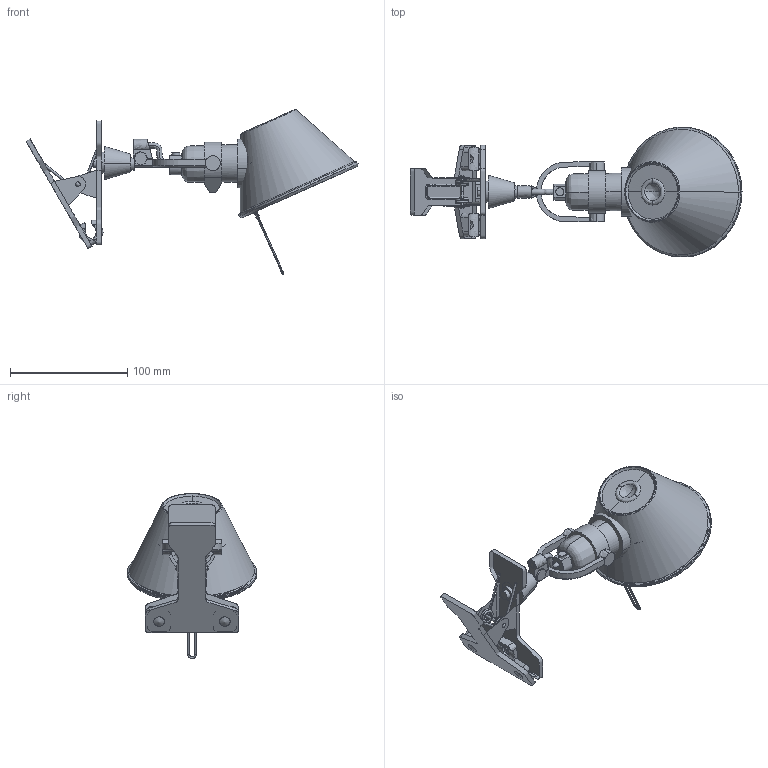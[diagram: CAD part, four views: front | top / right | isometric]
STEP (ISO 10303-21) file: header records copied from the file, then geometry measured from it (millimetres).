
FILE_DESCRIPTION(/* description */ (''),/* implementation_level */ '2;1');
FILE_NAME(/* name */ 'Tolomeo_Micro_Pinza_Led_3D rid',/* time_stamp */ '2011-12-19T12:45:51+01:00',/* author */ (''),/* organization */ (''),/* preprocessor_version */ 'ST-DEVELOPER v10',/* originating_system */ '',/* authorisation */ '');
FILE_SCHEMA (('CONFIG_CONTROL_DESIGN'));
Length unit declared in the file: millimetre
Products named in the file (1): 1
Bounding box: 283 x 110.77 x 140.65 mm (x, y, z)
Volume: 44431.6 mm3; surface area: 74304.6 mm2
Topology: 14 solids, 36 shells, 293 faces, 724 edges, 476 vertices
Faces by surface type: bspline 192, plane 101
Entity records: 12599 total; most frequent: CARTESIAN_POINT 8339, ORIENTED_EDGE 1288, EDGE_CURVE 703, VERTEX_POINT 461, B_SPLINE_CURVE_WITH_KNOTS 376, EDGE_LOOP 305, ADVANCED_FACE 293, FACE_OUTER_BOUND 293
